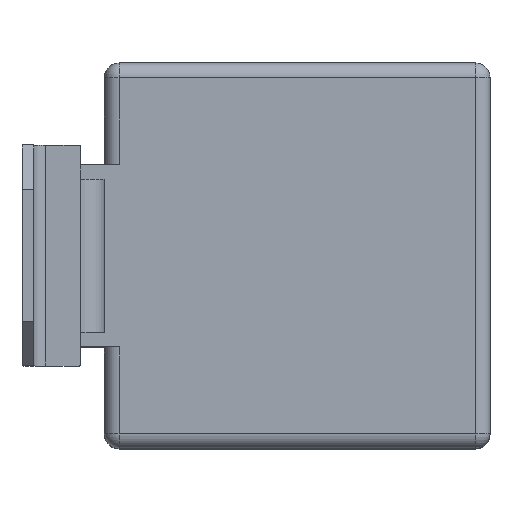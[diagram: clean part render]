
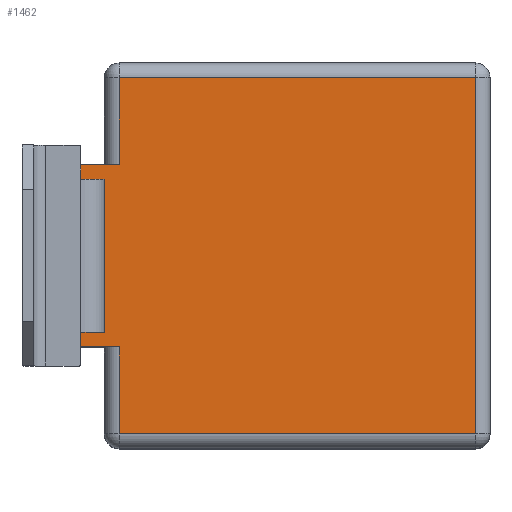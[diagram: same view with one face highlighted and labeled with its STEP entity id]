
A CAD part, top view. The second image highlights one B-rep face of the part: STEP entity #1462.
In plain terms, the highlighted planar face has unit normal (0, 0, 1).
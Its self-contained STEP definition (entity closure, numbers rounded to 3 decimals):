
#8 = ORIENTED_EDGE ( 'NONE', *, *, #2159, .T. ) ;
#46 = DIRECTION ( 'NONE',  ( -1., 0., 0. ) ) ;
#60 = CARTESIAN_POINT ( 'NONE',  ( 0., 7.9, 24.2 ) ) ;
#90 = EDGE_LOOP ( 'NONE', ( #3288, #1723, #2299, #3074 ) ) ;
#114 = VERTEX_POINT ( 'NONE', #1931 ) ;
#166 = CARTESIAN_POINT ( 'NONE',  ( 25.2, 1., 24.2 ) ) ;
#170 = VECTOR ( 'NONE', #3570, 1000. ) ;
#249 = CARTESIAN_POINT ( 'NONE',  ( -0.8, 18.3, 24.2 ) ) ;
#315 = VECTOR ( 'NONE', #2421, 1000. ) ;
#351 = LINE ( 'NONE', #522, #3654 ) ;
#360 = CARTESIAN_POINT ( 'NONE',  ( 25.2, 25.2, 24.2 ) ) ;
#370 = CARTESIAN_POINT ( 'NONE',  ( 1., 0., 24.2 ) ) ;
#372 = CARTESIAN_POINT ( 'NONE',  ( -2., 6.9, 24.2 ) ) ;
#375 = CARTESIAN_POINT ( 'NONE',  ( 1., 25.2, 24.2 ) ) ;
#385 = VECTOR ( 'NONE', #966, 1000. ) ;
#437 = FACE_OUTER_BOUND ( 'NONE', #546, .T. ) ;
#445 = CARTESIAN_POINT ( 'NONE',  ( -2., 19.3, 24.2 ) ) ;
#505 = DIRECTION ( 'NONE',  ( 0., 1., 0. ) ) ;
#522 = CARTESIAN_POINT ( 'NONE',  ( 0., 25.2, 24.2 ) ) ;
#525 = LINE ( 'NONE', #3009, #3403 ) ;
#539 = EDGE_CURVE ( 'NONE', #726, #3062, #820, .T. ) ;
#546 = EDGE_LOOP ( 'NONE', ( #1681, #8, #2156, #617, #1973, #1594, #3761, #1839 ) ) ;
#617 = ORIENTED_EDGE ( 'NONE', *, *, #3334, .T. ) ;
#651 = LINE ( 'NONE', #3550, #3305 ) ;
#714 = VERTEX_POINT ( 'NONE', #166 ) ;
#726 = VERTEX_POINT ( 'NONE', #445 ) ;
#797 = DIRECTION ( 'NONE',  ( -1., 0., 0. ) ) ;
#804 = LINE ( 'NONE', #60, #2700 ) ;
#820 = LINE ( 'NONE', #1782, #315 ) ;
#944 = DIRECTION ( 'NONE',  ( 0., -1., 0. ) ) ;
#948 = EDGE_CURVE ( 'NONE', #2142, #1361, #351, .T. ) ;
#955 = DIRECTION ( 'NONE',  ( 1., 0., 0. ) ) ;
#966 = DIRECTION ( 'NONE',  ( 0., -1., 0. ) ) ;
#1025 = AXIS2_PLACEMENT_3D ( 'NONE', #1246, #2160, #46 ) ;
#1090 = EDGE_CURVE ( 'NONE', #114, #714, #1284, .T. ) ;
#1152 = CARTESIAN_POINT ( 'NONE',  ( 0., 18.3, 24.2 ) ) ;
#1157 = LINE ( 'NONE', #3729, #1905 ) ;
#1179 = VERTEX_POINT ( 'NONE', #1207 ) ;
#1206 = EDGE_CURVE ( 'NONE', #1361, #3062, #1929, .T. ) ;
#1207 = CARTESIAN_POINT ( 'NONE',  ( -0.8, 7.9, 24.2 ) ) ;
#1246 = CARTESIAN_POINT ( 'NONE',  ( 0., 0., 24.2 ) ) ;
#1284 = LINE ( 'NONE', #3282, #170 ) ;
#1324 = DIRECTION ( 'NONE',  ( 0., 1., 0. ) ) ;
#1361 = VERTEX_POINT ( 'NONE', #375 ) ;
#1462 = ADVANCED_FACE ( 'NONE', ( #437, #1651 ), #3307, .F. ) ;
#1466 = VERTEX_POINT ( 'NONE', #372 ) ;
#1594 = ORIENTED_EDGE ( 'NONE', *, *, #1206, .T. ) ;
#1639 = CARTESIAN_POINT ( 'NONE',  ( 0., 7.9, 24.2 ) ) ;
#1651 = FACE_BOUND ( 'NONE', #90, .T. ) ;
#1681 = ORIENTED_EDGE ( 'NONE', *, *, #3651, .T. ) ;
#1723 = ORIENTED_EDGE ( 'NONE', *, *, #2702, .F. ) ;
#1782 = CARTESIAN_POINT ( 'NONE',  ( 0., 19.3, 24.2 ) ) ;
#1811 = DIRECTION ( 'NONE',  ( 0., 1., 0. ) ) ;
#1839 = ORIENTED_EDGE ( 'NONE', *, *, #2947, .F. ) ;
#1889 = CARTESIAN_POINT ( 'NONE',  ( 1., 6.9, 24.2 ) ) ;
#1901 = CARTESIAN_POINT ( 'NONE',  ( -2., 0., 24.2 ) ) ;
#1905 = VECTOR ( 'NONE', #2865, 1000. ) ;
#1929 = LINE ( 'NONE', #2415, #2302 ) ;
#1931 = CARTESIAN_POINT ( 'NONE',  ( 1., 1., 24.2 ) ) ;
#1973 = ORIENTED_EDGE ( 'NONE', *, *, #948, .T. ) ;
#2012 = VECTOR ( 'NONE', #1324, 1000. ) ;
#2142 = VERTEX_POINT ( 'NONE', #360 ) ;
#2149 = DIRECTION ( 'NONE',  ( 0., -1., 0. ) ) ;
#2156 = ORIENTED_EDGE ( 'NONE', *, *, #1090, .T. ) ;
#2159 = EDGE_CURVE ( 'NONE', #2929, #114, #2961, .T. ) ;
#2160 = DIRECTION ( 'NONE',  ( 0., 0., -1. ) ) ;
#2299 = ORIENTED_EDGE ( 'NONE', *, *, #3756, .T. ) ;
#2302 = VECTOR ( 'NONE', #944, 1000. ) ;
#2415 = CARTESIAN_POINT ( 'NONE',  ( 1., 0., 24.2 ) ) ;
#2421 = DIRECTION ( 'NONE',  ( 1., 0., 0. ) ) ;
#2506 = EDGE_CURVE ( 'NONE', #3402, #3372, #525, .T. ) ;
#2558 = VECTOR ( 'NONE', #505, 1000. ) ;
#2564 = CARTESIAN_POINT ( 'NONE',  ( 1., 19.3, 24.2 ) ) ;
#2676 = EDGE_CURVE ( 'NONE', #3440, #3402, #2916, .T. ) ;
#2700 = VECTOR ( 'NONE', #3005, 1000. ) ;
#2702 = EDGE_CURVE ( 'NONE', #1179, #3372, #804, .T. ) ;
#2865 = DIRECTION ( 'NONE',  ( 1., 0., 0. ) ) ;
#2916 = LINE ( 'NONE', #1152, #3129 ) ;
#2929 = VERTEX_POINT ( 'NONE', #1889 ) ;
#2947 = EDGE_CURVE ( 'NONE', #1466, #726, #3594, .T. ) ;
#2961 = LINE ( 'NONE', #370, #385 ) ;
#3005 = DIRECTION ( 'NONE',  ( 1., 0., 0. ) ) ;
#3009 = CARTESIAN_POINT ( 'NONE',  ( 0., 0., 24.2 ) ) ;
#3062 = VERTEX_POINT ( 'NONE', #2564 ) ;
#3074 = ORIENTED_EDGE ( 'NONE', *, *, #2676, .T. ) ;
#3129 = VECTOR ( 'NONE', #955, 1000. ) ;
#3282 = CARTESIAN_POINT ( 'NONE',  ( 0., 1., 24.2 ) ) ;
#3288 = ORIENTED_EDGE ( 'NONE', *, *, #2506, .T. ) ;
#3305 = VECTOR ( 'NONE', #1811, 1000. ) ;
#3307 = PLANE ( 'NONE',  #1025 ) ;
#3334 = EDGE_CURVE ( 'NONE', #714, #2142, #3715, .T. ) ;
#3372 = VERTEX_POINT ( 'NONE', #1639 ) ;
#3402 = VERTEX_POINT ( 'NONE', #3419 ) ;
#3403 = VECTOR ( 'NONE', #2149, 1000. ) ;
#3419 = CARTESIAN_POINT ( 'NONE',  ( 0., 18.3, 24.2 ) ) ;
#3440 = VERTEX_POINT ( 'NONE', #249 ) ;
#3550 = CARTESIAN_POINT ( 'NONE',  ( -0.8, 0., 24.2 ) ) ;
#3570 = DIRECTION ( 'NONE',  ( 1., 0., 0. ) ) ;
#3594 = LINE ( 'NONE', #1901, #2012 ) ;
#3651 = EDGE_CURVE ( 'NONE', #1466, #2929, #1157, .T. ) ;
#3654 = VECTOR ( 'NONE', #797, 1000. ) ;
#3691 = CARTESIAN_POINT ( 'NONE',  ( 25.2, 0., 24.2 ) ) ;
#3715 = LINE ( 'NONE', #3691, #2558 ) ;
#3729 = CARTESIAN_POINT ( 'NONE',  ( 0., 6.9, 24.2 ) ) ;
#3756 = EDGE_CURVE ( 'NONE', #1179, #3440, #651, .T. ) ;
#3761 = ORIENTED_EDGE ( 'NONE', *, *, #539, .F. ) ;
